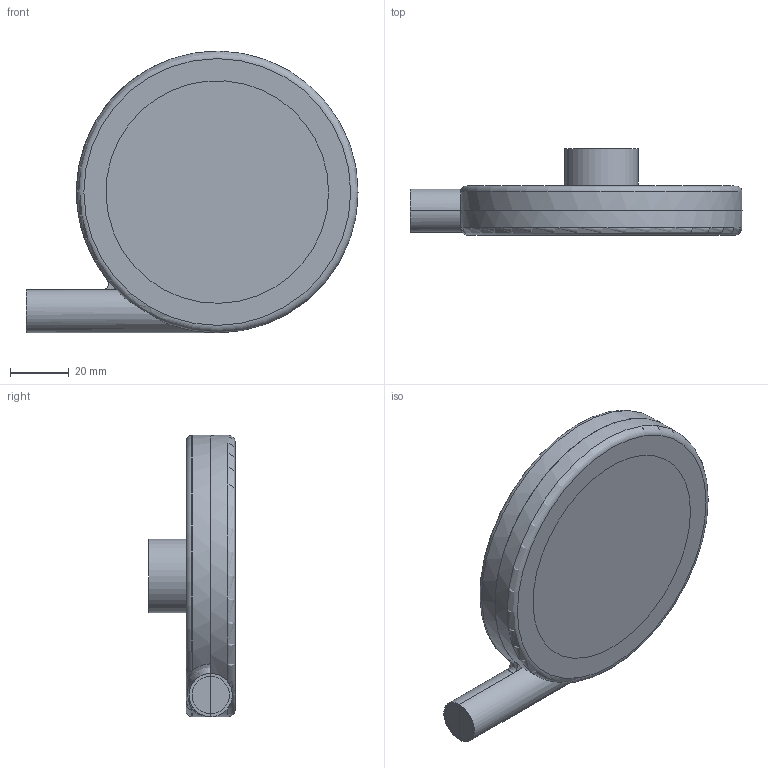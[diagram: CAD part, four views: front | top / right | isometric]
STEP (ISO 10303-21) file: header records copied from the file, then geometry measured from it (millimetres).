
FILE_DESCRIPTION(/* description */ (''),/* implementation_level */ '2;1');
FILE_NAME(/* name */ 'EnsambleBackward.stp',/* time_stamp */ '2020-04-19T00:00:58+02:00',/* author */ ('Mathew'),/* organization */ (''),/* preprocessor_version */ 'ST-DEVELOPER v16.5',/* originating_system */ 'Autodesk Inventor 2017',/* authorisation */ '');
FILE_SCHEMA (('AUTOMOTIVE_DESIGN { 1 0 10303 214 3 1 1 }'));
Length unit declared in the file: millimetre
Products named in the file (6): EnsambleBackward; PropellerBackward; CarcasaButtom; CarcasaUp; CarcasaUpFull; CarcasaButtomFull
Assembly tree (5 placements, depth 2):
  EnsambleBackward
    PropellerBackward
    CarcasaButtom
    CarcasaUp
    CarcasaUpFull
    CarcasaButtomFull
Bounding box: 112.83 x 29.4 x 95.66 mm (x, y, z)
Volume: 172259.2 mm3; surface area: 103542.2 mm2
Topology: 5 solids, 5 shells, 87 faces, 206 edges, 131 vertices
Faces by surface type: plane 40, cylinder 34, bspline 7, torus 6
Full cylindrical faces by diameter (mm): 19 x1, 25 x2, 75.66 x1
Entity records: 3395 total; most frequent: CARTESIAN_POINT 1311, DIRECTION 439, ORIENTED_EDGE 374, EDGE_CURVE 187, AXIS2_PLACEMENT_3D 184, VERTEX_POINT 120, EDGE_LOOP 99, CIRCLE 93
